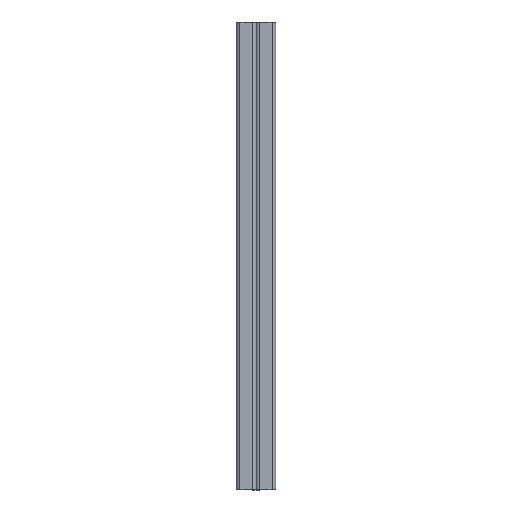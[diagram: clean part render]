
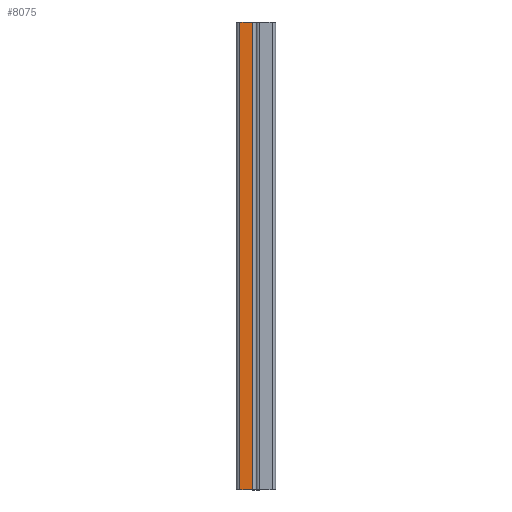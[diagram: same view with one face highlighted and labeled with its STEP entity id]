
A CAD part, left-side view. The second image highlights one B-rep face of the part: STEP entity #8075.
In plain terms, the highlighted planar face has unit normal (-1, 0, 0).
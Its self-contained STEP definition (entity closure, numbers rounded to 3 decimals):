
#680 = EDGE_CURVE ( 'NONE', #26744, #28105, #1391, .T. ) ;
#1391 = LINE ( 'NONE', #17596, #4849 ) ;
#1953 = CARTESIAN_POINT ( 'NONE',  ( -20.5, 3.75, 0. ) ) ;
#2263 = ORIENTED_EDGE ( 'NONE', *, *, #9381, .F. ) ;
#3153 = CARTESIAN_POINT ( 'NONE',  ( -20.5, 3.75, -500. ) ) ;
#4849 = VECTOR ( 'NONE', #24270, 1000. ) ;
#4954 = AXIS2_PLACEMENT_3D ( 'NONE', #27406, #11817, #18760 ) ;
#6387 = ORIENTED_EDGE ( 'NONE', *, *, #16154, .T. ) ;
#6891 = ORIENTED_EDGE ( 'NONE', *, *, #11921, .T. ) ;
#8075 = ADVANCED_FACE ( 'NONE', ( #14708 ), #18483, .F. ) ;
#8540 = DIRECTION ( 'NONE',  ( 0., 1., 0. ) ) ;
#9381 = EDGE_CURVE ( 'NONE', #21906, #26744, #11889, .T. ) ;
#9813 = VECTOR ( 'NONE', #23156, 1000. ) ;
#10833 = ORIENTED_EDGE ( 'NONE', *, *, #680, .F. ) ;
#10896 = CARTESIAN_POINT ( 'NONE',  ( -20.5, 17.25, -500. ) ) ;
#11449 = CARTESIAN_POINT ( 'NONE',  ( -20.5, 3.75, -250. ) ) ;
#11817 = DIRECTION ( 'NONE',  ( 1., 0., 0. ) ) ;
#11889 = LINE ( 'NONE', #25497, #9813 ) ;
#11921 = EDGE_CURVE ( 'NONE', #21906, #19899, #14801, .T. ) ;
#13485 = DIRECTION ( 'NONE',  ( 0., 0., 1. ) ) ;
#14708 = FACE_OUTER_BOUND ( 'NONE', #21555, .T. ) ;
#14801 = LINE ( 'NONE', #11449, #18603 ) ;
#16154 = EDGE_CURVE ( 'NONE', #19899, #28105, #27327, .T. ) ;
#17596 = CARTESIAN_POINT ( 'NONE',  ( -20.5, 17.25, -250. ) ) ;
#18483 = PLANE ( 'NONE',  #4954 ) ;
#18603 = VECTOR ( 'NONE', #13485, 1000. ) ;
#18760 = DIRECTION ( 'NONE',  ( 0., 0., -1. ) ) ;
#19575 = CARTESIAN_POINT ( 'NONE',  ( -20.5, 0., 0. ) ) ;
#19899 = VERTEX_POINT ( 'NONE', #1953 ) ;
#21178 = CARTESIAN_POINT ( 'NONE',  ( -20.5, 17.25, 0. ) ) ;
#21555 = EDGE_LOOP ( 'NONE', ( #6387, #10833, #2263, #6891 ) ) ;
#21906 = VERTEX_POINT ( 'NONE', #3153 ) ;
#23156 = DIRECTION ( 'NONE',  ( 0., 1., 0. ) ) ;
#23826 = VECTOR ( 'NONE', #8540, 1000. ) ;
#24270 = DIRECTION ( 'NONE',  ( 0., 0., 1. ) ) ;
#25497 = CARTESIAN_POINT ( 'NONE',  ( -20.5, 0., -500. ) ) ;
#26744 = VERTEX_POINT ( 'NONE', #10896 ) ;
#27327 = LINE ( 'NONE', #19575, #23826 ) ;
#27406 = CARTESIAN_POINT ( 'NONE',  ( -20.5, 0., -250. ) ) ;
#28105 = VERTEX_POINT ( 'NONE', #21178 ) ;
